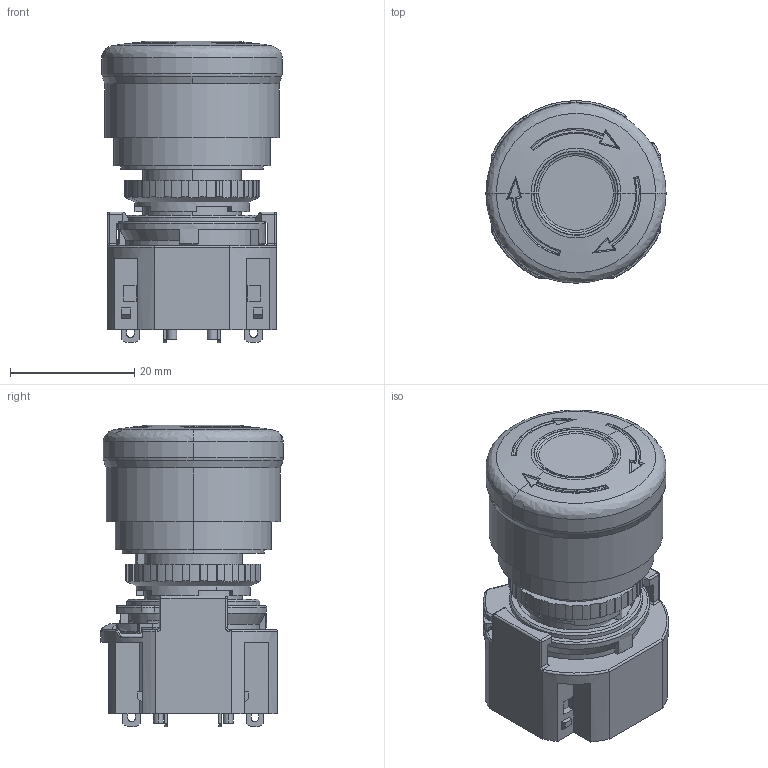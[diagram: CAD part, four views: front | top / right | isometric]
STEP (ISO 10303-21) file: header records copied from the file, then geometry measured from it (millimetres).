
FILE_DESCRIPTION (( 'STEP AP214' ), '1' );
FILE_NAME ('XA1E-BV302-R.STEP', '2023-03-15T13:18:23', ( '' ), ( '' ), 'SwSTEP 2.0', 'SolidWorks 2022', '' );
FILE_SCHEMA (( 'AUTOMOTIVE_DESIGN' ));
Length unit declared in the file: millimetre
Products named in the file (5): XA-HANDLE-[B][L]V; XA1E-BV302-R; XA-Cxx; XA-LOCK-NUT; XA-BODY-V-Y
Assembly tree (4 placements, depth 2):
  XA1E-BV302-R
    XA-BODY-V-Y
    XA-HANDLE-[B][L]V
    XA-LOCK-NUT
    XA-Cxx
Bounding box: 29 x 29.4 x 48.5 mm (x, y, z)
Volume: 28184.5 mm3; surface area: 10529 mm2
Topology: 4 solids, 4 shells, 680 faces, 1832 edges, 1142 vertices
Faces by surface type: plane 305, cylinder 231, bspline 110, cone 29, sphere 5
Entity records: 31968 total; most frequent: CARTESIAN_POINT 8795, ORIENTED_EDGE 3612, DIRECTION 3250, EDGE_CURVE 1806, AXIS2_PLACEMENT_3D 1168, VERTEX_POINT 1142, VECTOR 914, LINE 914
